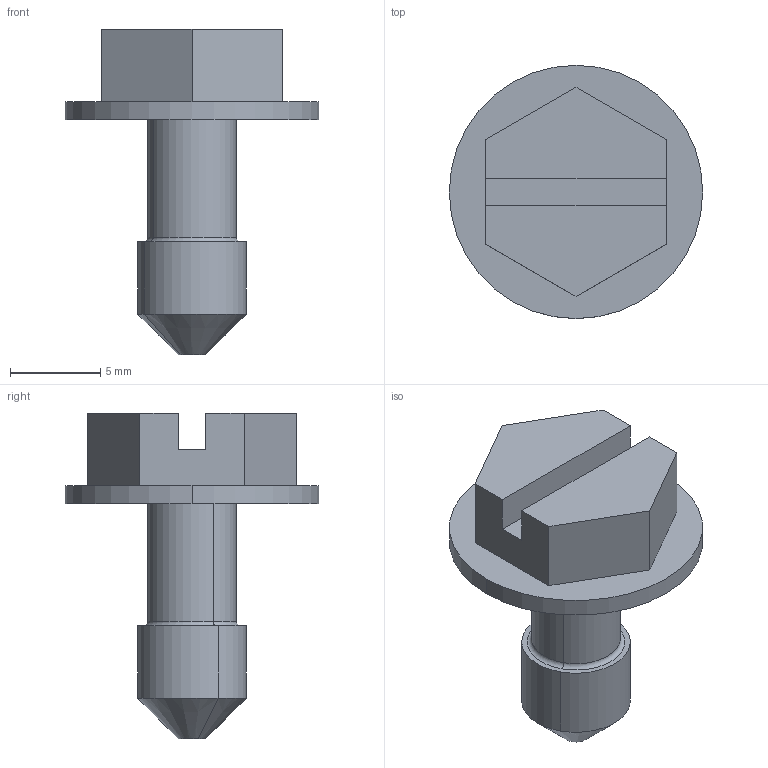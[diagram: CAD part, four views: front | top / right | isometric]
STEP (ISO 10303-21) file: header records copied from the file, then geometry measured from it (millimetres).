
FILE_DESCRIPTION(('CATIA V5R24 STEP','CAx-IF Rec.Pracs.--- Model Styling and Organization---1.2---2011-12-15'),'2;1');
FILE_NAME ('D1450302_0_1253230000_1253230000.stp','2018-01-30T13:08:32+00:00',('none'),('Weidmueller'),'CATIA Version 5-6 Release 2014 SP4 HF52','CATIA V5 STEP AP214','none');
FILE_SCHEMA(('AUTOMOTIVE_DESIGN { 1 0 10303 214 1 1 1 1 }'));
Length unit declared in the file: millimetre
Products named in the file (1): DESC_M6x14
Bounding box: 14 x 14 x 18 mm (x, y, z)
Volume: 734.1 mm3; surface area: 763 mm2
Topology: 1 solids, 1 shells, 30 faces, 66 edges, 42 vertices
Faces by surface type: plane 16, cylinder 8, torus 4, cone 2
Entity records: 821 total; most frequent: ORIENTED_EDGE 132, CARTESIAN_POINT 131, DIRECTION 110, EDGE_CURVE 66, AXIS2_PLACEMENT_3D 49, VERTEX_POINT 42, VECTOR 40, LINE 40
